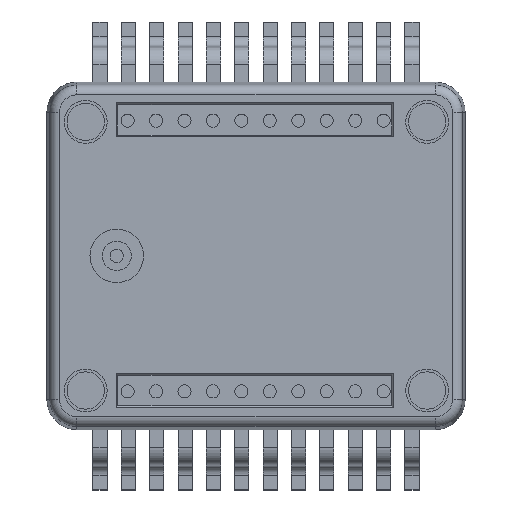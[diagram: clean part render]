
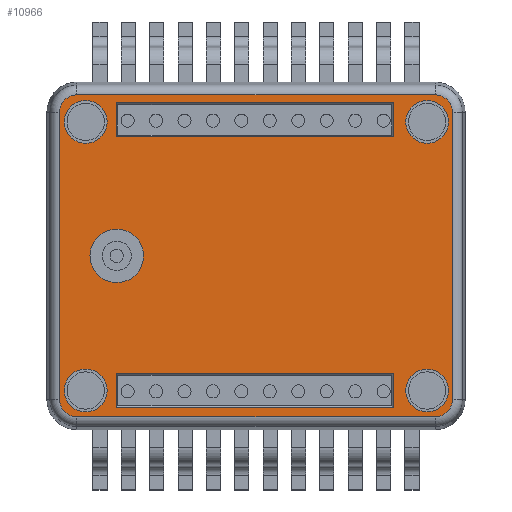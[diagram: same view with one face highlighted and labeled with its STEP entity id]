
A CAD part, top view. The second image highlights one B-rep face of the part: STEP entity #10966.
In plain terms, the highlighted planar face has unit normal (0, 0, 1).
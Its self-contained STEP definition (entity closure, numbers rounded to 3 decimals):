
#812=LINE('',#16344,#1588);
#813=LINE('',#16350,#1589);
#814=LINE('',#16358,#1590);
#815=LINE('',#16366,#1591);
#818=LINE('',#16372,#1594);
#819=LINE('',#16374,#1595);
#822=LINE('',#16380,#1598);
#823=LINE('',#16382,#1599);
#825=LINE('',#16386,#1601);
#827=LINE('',#16390,#1603);
#829=LINE('',#16394,#1605);
#831=LINE('',#16398,#1607);
#1588=VECTOR('',#13882,1000.);
#1589=VECTOR('',#13891,1000.);
#1590=VECTOR('',#13902,1000.);
#1591=VECTOR('',#13913,1000.);
#1594=VECTOR('',#13918,1000.);
#1595=VECTOR('',#13921,1000.);
#1598=VECTOR('',#13926,1000.);
#1599=VECTOR('',#13929,1000.);
#1601=VECTOR('',#13933,1000.);
#1603=VECTOR('',#13937,1000.);
#1605=VECTOR('',#13941,1000.);
#1607=VECTOR('',#13945,1000.);
#1885=PLANE('',#11708);
#4037=ORIENTED_EDGE('',*,*,#5154,.T.);
#4038=ORIENTED_EDGE('',*,*,#4073,.F.);
#4039=ORIENTED_EDGE('',*,*,#5153,.F.);
#4040=ORIENTED_EDGE('',*,*,#5152,.F.);
#4041=ORIENTED_EDGE('',*,*,#5151,.T.);
#4042=ORIENTED_EDGE('',*,*,#5150,.T.);
#4043=ORIENTED_EDGE('',*,*,#5148,.T.);
#4044=ORIENTED_EDGE('',*,*,#5146,.T.);
#4045=ORIENTED_EDGE('',*,*,#5144,.T.);
#4046=ORIENTED_EDGE('',*,*,#5142,.T.);
#4047=ORIENTED_EDGE('',*,*,#5141,.T.);
#4048=ORIENTED_EDGE('',*,*,#5138,.T.);
#4049=ORIENTED_EDGE('',*,*,#5137,.T.);
#4050=ORIENTED_EDGE('',*,*,#5134,.T.);
#4051=ORIENTED_EDGE('',*,*,#5132,.T.);
#4052=ORIENTED_EDGE('',*,*,#5130,.T.);
#4053=ORIENTED_EDGE('',*,*,#5128,.T.);
#4054=ORIENTED_EDGE('',*,*,#5126,.T.);
#4055=ORIENTED_EDGE('',*,*,#5124,.T.);
#4056=ORIENTED_EDGE('',*,*,#5123,.T.);
#4057=ORIENTED_EDGE('',*,*,#5121,.T.);
#4073=EDGE_CURVE('',#5163,#5163,#5901,.F.);
#5121=EDGE_CURVE('',#5873,#5874,#6177,.F.);
#5123=EDGE_CURVE('',#5875,#5873,#812,.F.);
#5124=EDGE_CURVE('',#5876,#5875,#6179,.F.);
#5126=EDGE_CURVE('',#5877,#5876,#813,.F.);
#5128=EDGE_CURVE('',#5878,#5877,#6182,.F.);
#5130=EDGE_CURVE('',#5879,#5878,#814,.F.);
#5132=EDGE_CURVE('',#5880,#5879,#6185,.F.);
#5134=EDGE_CURVE('',#5874,#5880,#815,.F.);
#5137=EDGE_CURVE('',#5881,#5882,#818,.T.);
#5138=EDGE_CURVE('',#5883,#5881,#819,.T.);
#5141=EDGE_CURVE('',#5884,#5883,#822,.T.);
#5142=EDGE_CURVE('',#5882,#5884,#823,.T.);
#5144=EDGE_CURVE('',#5886,#5885,#825,.T.);
#5146=EDGE_CURVE('',#5887,#5886,#827,.T.);
#5148=EDGE_CURVE('',#5888,#5887,#829,.T.);
#5150=EDGE_CURVE('',#5885,#5888,#831,.T.);
#5151=EDGE_CURVE('',#5889,#5889,#6187,.T.);
#5152=EDGE_CURVE('',#5890,#5890,#6188,.F.);
#5153=EDGE_CURVE('',#5891,#5891,#6189,.F.);
#5154=EDGE_CURVE('',#5892,#5892,#6190,.T.);
#5163=VERTEX_POINT('',#13996);
#5873=VERTEX_POINT('',#16337);
#5874=VERTEX_POINT('',#16339);
#5875=VERTEX_POINT('',#16343);
#5876=VERTEX_POINT('',#16347);
#5877=VERTEX_POINT('',#16351);
#5878=VERTEX_POINT('',#16355);
#5879=VERTEX_POINT('',#16359);
#5880=VERTEX_POINT('',#16363);
#5881=VERTEX_POINT('',#16369);
#5882=VERTEX_POINT('',#16371);
#5883=VERTEX_POINT('',#16375);
#5884=VERTEX_POINT('',#16379);
#5885=VERTEX_POINT('',#16385);
#5886=VERTEX_POINT('',#16387);
#5887=VERTEX_POINT('',#16391);
#5888=VERTEX_POINT('',#16395);
#5889=VERTEX_POINT('',#16401);
#5890=VERTEX_POINT('',#16404);
#5891=VERTEX_POINT('',#16407);
#5892=VERTEX_POINT('',#16410);
#5901=CIRCLE('',#10984,0.604);
#6177=CIRCLE('',#11677,0.49);
#6179=CIRCLE('',#11681,0.49);
#6182=CIRCLE('',#11686,0.49);
#6185=CIRCLE('',#11691,0.49);
#6187=CIRCLE('',#11703,0.604);
#6188=CIRCLE('',#11705,0.604);
#6189=CIRCLE('',#11707,0.604);
#6190=CIRCLE('',#11709,0.755);
#6712=EDGE_LOOP('',(#4037));
#6713=EDGE_LOOP('',(#4038));
#6714=EDGE_LOOP('',(#4039));
#6715=EDGE_LOOP('',(#4040));
#6716=EDGE_LOOP('',(#4041));
#6717=EDGE_LOOP('',(#4042,#4043,#4044,#4045));
#6718=EDGE_LOOP('',(#4046,#4047,#4048,#4049));
#6719=EDGE_LOOP('',(#4050,#4051,#4052,#4053,#4054,#4055,#4056,#4057));
#7248=FACE_BOUND('',#6712,.T.);
#7249=FACE_BOUND('',#6713,.T.);
#7250=FACE_BOUND('',#6714,.T.);
#7251=FACE_BOUND('',#6715,.T.);
#7252=FACE_BOUND('',#6716,.T.);
#7253=FACE_BOUND('',#6717,.T.);
#7254=FACE_BOUND('',#6718,.T.);
#7255=FACE_BOUND('',#6719,.T.);
#10966=ADVANCED_FACE('',(#7248,#7249,#7250,#7251,#7252,#7253,#7254,#7255),
#1885,.F.);
#10984=AXIS2_PLACEMENT_3D('',#13995,#11734,#11735);
#11677=AXIS2_PLACEMENT_3D('',#16340,#13876,#13877);
#11681=AXIS2_PLACEMENT_3D('',#16346,#13885,#13886);
#11686=AXIS2_PLACEMENT_3D('',#16354,#13896,#13897);
#11691=AXIS2_PLACEMENT_3D('',#16362,#13907,#13908);
#11703=AXIS2_PLACEMENT_3D('',#16400,#13948,#13949);
#11705=AXIS2_PLACEMENT_3D('',#16403,#13952,#13953);
#11707=AXIS2_PLACEMENT_3D('',#16406,#13956,#13957);
#11708=AXIS2_PLACEMENT_3D('',#16408,#13958,#13959);
#11709=AXIS2_PLACEMENT_3D('',#16409,#13960,#13961);
#11734=DIRECTION('',(0.,0.,-1.));
#11735=DIRECTION('',(-1.,0.,0.));
#13876=DIRECTION('',(0.,0.,-1.));
#13877=DIRECTION('',(-1.,0.,0.));
#13882=DIRECTION('',(-1.,0.,0.));
#13885=DIRECTION('',(0.,0.,-1.));
#13886=DIRECTION('',(-1.,0.,0.));
#13891=DIRECTION('',(0.,1.,0.));
#13896=DIRECTION('',(0.,0.,-1.));
#13897=DIRECTION('',(-1.,0.,0.));
#13902=DIRECTION('',(1.,0.,0.));
#13907=DIRECTION('',(0.,0.,-1.));
#13908=DIRECTION('',(-1.,0.,0.));
#13913=DIRECTION('',(0.,-1.,0.));
#13918=DIRECTION('',(1.,0.,0.));
#13921=DIRECTION('',(0.,1.,0.));
#13926=DIRECTION('',(-1.,0.,0.));
#13929=DIRECTION('',(0.,-1.,0.));
#13933=DIRECTION('',(-1.,0.,0.));
#13937=DIRECTION('',(0.,-1.,0.));
#13941=DIRECTION('',(1.,0.,0.));
#13945=DIRECTION('',(0.,1.,0.));
#13948=DIRECTION('',(0.,0.,-1.));
#13949=DIRECTION('',(1.,0.,0.));
#13952=DIRECTION('',(0.,0.,-1.));
#13953=DIRECTION('',(-1.,0.,0.));
#13956=DIRECTION('',(0.,0.,-1.));
#13957=DIRECTION('',(-1.,0.,0.));
#13958=DIRECTION('',(0.,0.,-1.));
#13959=DIRECTION('',(-1.,0.,0.));
#13960=DIRECTION('',(0.,0.,-1.));
#13961=DIRECTION('',(1.,0.,0.));
#13995=CARTESIAN_POINT('',(4.827,-3.799,1.061));
#13996=CARTESIAN_POINT('',(4.223,-3.799,1.061));
#16337=CARTESIAN_POINT('',(5.05,-4.54,1.061));
#16339=CARTESIAN_POINT('',(5.54,-4.05,1.061));
#16340=CARTESIAN_POINT('',(5.05,-4.05,1.061));
#16343=CARTESIAN_POINT('',(-5.05,-4.54,1.061));
#16344=CARTESIAN_POINT('',(5.05,-4.54,1.061));
#16346=CARTESIAN_POINT('',(-5.05,-4.05,1.061));
#16347=CARTESIAN_POINT('',(-5.54,-4.05,1.061));
#16350=CARTESIAN_POINT('',(-5.54,-4.05,1.061));
#16351=CARTESIAN_POINT('',(-5.54,4.05,1.061));
#16354=CARTESIAN_POINT('',(-5.05,4.05,1.061));
#16355=CARTESIAN_POINT('',(-5.05,4.54,1.061));
#16358=CARTESIAN_POINT('',(-5.05,4.54,1.061));
#16359=CARTESIAN_POINT('',(5.05,4.54,1.061));
#16362=CARTESIAN_POINT('',(5.05,4.05,1.061));
#16363=CARTESIAN_POINT('',(5.54,4.05,1.061));
#16366=CARTESIAN_POINT('',(5.54,4.05,1.061));
#16369=CARTESIAN_POINT('',(-3.945,-3.319,1.061));
#16371=CARTESIAN_POINT('',(3.877,-3.319,1.061));
#16372=CARTESIAN_POINT('',(3.827,-3.319,1.061));
#16374=CARTESIAN_POINT('',(-3.945,-3.369,1.061));
#16375=CARTESIAN_POINT('',(-3.945,-4.285,1.061));
#16379=CARTESIAN_POINT('',(3.877,-4.285,1.061));
#16380=CARTESIAN_POINT('',(-3.895,-4.285,1.061));
#16382=CARTESIAN_POINT('',(3.877,-4.235,1.061));
#16385=CARTESIAN_POINT('',(-3.945,3.352,1.061));
#16386=CARTESIAN_POINT('',(-3.895,3.352,1.061));
#16387=CARTESIAN_POINT('',(3.877,3.352,1.061));
#16390=CARTESIAN_POINT('',(3.877,3.402,1.061));
#16391=CARTESIAN_POINT('',(3.877,4.318,1.061));
#16394=CARTESIAN_POINT('',(3.827,4.318,1.061));
#16395=CARTESIAN_POINT('',(-3.945,4.318,1.061));
#16398=CARTESIAN_POINT('',(-3.945,4.268,1.061));
#16400=CARTESIAN_POINT('',(4.827,3.778,1.061));
#16401=CARTESIAN_POINT('',(5.431,3.778,1.061));
#16403=CARTESIAN_POINT('',(-4.803,3.778,1.061));
#16404=CARTESIAN_POINT('',(-5.407,3.778,1.061));
#16406=CARTESIAN_POINT('',(-4.803,-3.799,1.061));
#16407=CARTESIAN_POINT('',(-5.407,-3.799,1.061));
#16408=CARTESIAN_POINT('',(-5.05,-4.05,1.061));
#16409=CARTESIAN_POINT('',(-3.928,0.,1.061));
#16410=CARTESIAN_POINT('',(-3.173,0.,1.061));
